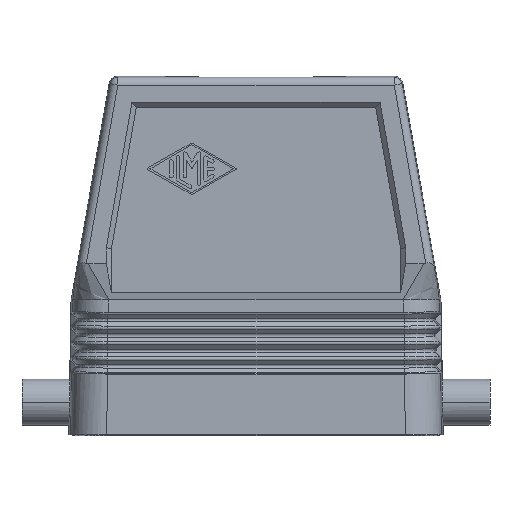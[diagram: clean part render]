
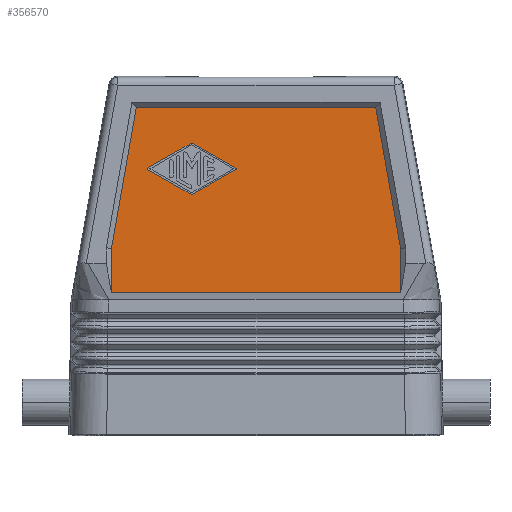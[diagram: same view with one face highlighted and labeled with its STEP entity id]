
A CAD part, left-side view. The second image highlights one B-rep face of the part: STEP entity #356570.
In plain terms, the highlighted planar face has unit normal (-1, 0, 0).
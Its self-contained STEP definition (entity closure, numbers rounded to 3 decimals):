
#34820=CARTESIAN_POINT('',(74.12,54.827,
50.993));
#34830=DIRECTION('',(1.,0.,0.));
#34840=DIRECTION('',(0.,1.,0.));
#34850=AXIS2_PLACEMENT_3D('',#34820,#34830,#34840);
#34860=PLANE('',#34850);
#207880=CARTESIAN_POINT('',(74.12,-0.759,
27.871));
#207890=VERTEX_POINT('',#207880);
#207920=CARTESIAN_POINT('',(74.12,-0.759,
34.229));
#207930=DIRECTION('',(0.,0.,1.));
#207940=VECTOR('',#207930,1.);
#207950=LINE('',#207920,#207940);
#207960=CARTESIAN_POINT('',(74.12,-0.759,
36.494));
#207970=VERTEX_POINT('',#207960);
#207980=EDGE_CURVE('',#207890,#207970,#207950,.T.);
#261970=CARTESIAN_POINT('',(74.12,-1.158,
34.229));
#261980=DIRECTION('',(0.,0.174,0.985));
#261990=VECTOR('',#261980,1.);
#262000=LINE('',#261970,#261990);
#262010=CARTESIAN_POINT('',(74.12,4.087,
64.));
#262020=VERTEX_POINT('',#262010);
#262030=EDGE_CURVE('',#207970,#262020,#262000,.T.);
#350090=CARTESIAN_POINT('',(74.12,25.163,
65.477));
#350100=DIRECTION('',(0.,0.868,-0.496));
#350110=VECTOR('',#350100,1.);
#350120=LINE('',#350090,#350110);
#350130=CARTESIAN_POINT('',(74.12,40.071,
56.956));
#350140=VERTEX_POINT('',#350130);
#350150=CARTESIAN_POINT('',(74.12,48.487,
52.145));
#350160=VERTEX_POINT('',#350150);
#350170=EDGE_CURVE('',#350140,#350160,#350120,.T.);
#350190=CARTESIAN_POINT('',(74.12,39.906,56.666));
#350200=DIRECTION('',(-1.,0.,0.));
#350210=DIRECTION('',(0.,-1.,0.));
#350220=AXIS2_PLACEMENT_3D('',#350190,#350200,#350210);
#350230=CIRCLE('',#350220,0.333);
#350240=CARTESIAN_POINT('',(74.12,39.74,
56.956));
#350250=VERTEX_POINT('',#350240);
#350260=EDGE_CURVE('',#350250,#350140,#350230,.T.);
#350280=CARTESIAN_POINT('',(74.12,25.163,
48.623));
#350290=DIRECTION('',(0.,0.868,0.496));
#350300=VECTOR('',#350290,1.);
#350310=LINE('',#350280,#350300);
#350320=CARTESIAN_POINT('',(74.12,31.324,
52.145));
#350330=VERTEX_POINT('',#350320);
#350340=EDGE_CURVE('',#350330,#350250,#350310,.T.);
#350360=CARTESIAN_POINT('',(74.12,31.407,52.));
#350370=DIRECTION('',(-1.,0.,0.));
#350380=DIRECTION('',(0.,-1.,0.));
#350390=AXIS2_PLACEMENT_3D('',#350360,#350370,#350380);
#350400=CIRCLE('',#350390,0.167);
#350410=CARTESIAN_POINT('',(74.12,31.324,
51.855));
#350420=VERTEX_POINT('',#350410);
#350430=EDGE_CURVE('',#350420,#350330,#350400,.T.);
#350450=CARTESIAN_POINT('',(74.12,25.163,
55.377));
#350460=DIRECTION('',(0.,-0.868,0.496));
#350470=VECTOR('',#350460,1.);
#350480=LINE('',#350450,#350470);
#350490=CARTESIAN_POINT('',(74.12,39.74,
47.044));
#350500=VERTEX_POINT('',#350490);
#350510=EDGE_CURVE('',#350500,#350420,#350480,.T.);
#350530=CARTESIAN_POINT('',(74.12,39.906,47.334));
#350540=DIRECTION('',(-1.,0.,0.));
#350550=DIRECTION('',(0.,-1.,0.));
#350560=AXIS2_PLACEMENT_3D('',#350530,#350540,#350550);
#350570=CIRCLE('',#350560,0.333);
#350580=CARTESIAN_POINT('',(74.12,40.071,
47.044));
#350590=VERTEX_POINT('',#350580);
#350600=EDGE_CURVE('',#350590,#350500,#350570,.T.);
#350620=CARTESIAN_POINT('',(74.12,25.163,
38.523));
#350630=DIRECTION('',(0.,-0.868,-0.496));
#350640=VECTOR('',#350630,1.);
#350650=LINE('',#350620,#350640);
#350660=CARTESIAN_POINT('',(74.12,48.487,
51.855));
#350670=VERTEX_POINT('',#350660);
#350680=EDGE_CURVE('',#350670,#350590,#350650,.T.);
#350700=CARTESIAN_POINT('',(74.12,48.405,52.));
#350710=DIRECTION('',(-1.,0.,0.));
#350720=DIRECTION('',(0.,-1.,0.));
#350730=AXIS2_PLACEMENT_3D('',#350700,#350710,#350720);
#350740=CIRCLE('',#350730,0.167);
#350750=EDGE_CURVE('',#350160,#350670,#350740,.T.);
#353670=CARTESIAN_POINT('',(74.12,25.163,
64.));
#353680=DIRECTION('',(0.,1.,0.));
#353690=VECTOR('',#353680,1.);
#353700=LINE('',#353670,#353690);
#353710=CARTESIAN_POINT('',(74.12,50.734,
64.));
#353720=VERTEX_POINT('',#353710);
#353730=EDGE_CURVE('',#262020,#353720,#353700,.T.);
#354050=CARTESIAN_POINT('',(74.12,55.979,
34.229));
#354060=DIRECTION('',(0.,-0.174,0.985));
#354070=VECTOR('',#354060,1.);
#354080=LINE('',#354050,#354070);
#354090=CARTESIAN_POINT('',(74.12,55.579,
36.5));
#354100=VERTEX_POINT('',#354090);
#354110=EDGE_CURVE('',#354100,#353720,#354080,.T.);
#356010=CARTESIAN_POINT('',(74.12,55.579,
34.229));
#356020=DIRECTION('',(0.,0.,1.));
#356030=VECTOR('',#356020,1.);
#356040=LINE('',#356010,#356030);
#356050=CARTESIAN_POINT('',(74.12,55.579,
27.871));
#356060=VERTEX_POINT('',#356050);
#356070=EDGE_CURVE('',#356060,#354100,#356040,.T.);
#356340=ORIENTED_EDGE('',*,*,#350680,.F.);
#356350=ORIENTED_EDGE('',*,*,#350600,.F.);
#356360=ORIENTED_EDGE('',*,*,#350510,.F.);
#356370=ORIENTED_EDGE('',*,*,#350430,.F.);
#356380=ORIENTED_EDGE('',*,*,#350340,.F.);
#356390=ORIENTED_EDGE('',*,*,#350260,.F.);
#356400=ORIENTED_EDGE('',*,*,#350170,.F.);
#356410=ORIENTED_EDGE('',*,*,#350750,.F.);
#356420=EDGE_LOOP('',(#356410,#356400,#356390,#356380,#356370,#356360,
#356350,#356340));
#356430=FACE_BOUND('',#356420,.T.);
#356440=ORIENTED_EDGE('',*,*,#356070,.F.);
#356450=ORIENTED_EDGE('',*,*,#354110,.F.);
#356460=ORIENTED_EDGE('',*,*,#353730,.T.);
#356470=ORIENTED_EDGE('',*,*,#262030,.T.);
#356480=ORIENTED_EDGE('',*,*,#207980,.T.);
#356490=CARTESIAN_POINT('',(74.12,25.163,
27.871));
#356500=DIRECTION('',(0.,1.,0.));
#356510=VECTOR('',#356500,1.);
#356520=LINE('',#356490,#356510);
#356530=EDGE_CURVE('',#207890,#356060,#356520,.T.);
#356540=ORIENTED_EDGE('',*,*,#356530,.F.);
#356550=EDGE_LOOP('',(#356540,#356480,#356470,#356460,#356450,#356440));
#356560=FACE_OUTER_BOUND('',#356550,.T.);
#356570=ADVANCED_FACE('',(#356430,#356560),#34860,.F.);
